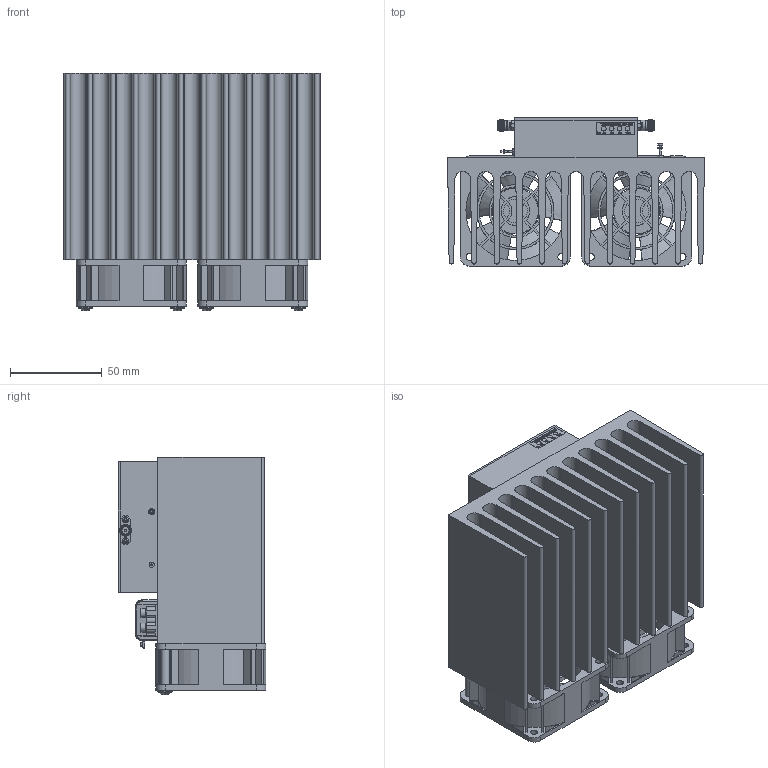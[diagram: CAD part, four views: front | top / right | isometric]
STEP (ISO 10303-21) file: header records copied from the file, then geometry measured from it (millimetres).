
FILE_DESCRIPTION (( 'STEP AP214' ), '1' );
FILE_NAME ('PE15A5054F_3D.STEP', '2022-03-29T22:16:31', ( '' ), ( '' ), 'SwSTEP 2.0', 'SolidWorks 2021', '' );
FILE_SCHEMA (( 'AUTOMOTIVE_DESIGN' ));
Length unit declared in the file: inch
Products named in the file (1): PE15A5054F_3D
Bounding box: 139.94 x 80.6 x 129.51 mm (x, y, z)
Volume: 474881.2 mm3; surface area: 228390.3 mm2
Topology: 32 solids, 32 shells, 2983 faces, 7901 edges, 5192 vertices
Faces by surface type: plane 1763, bspline 588, cylinder 488, cone 120, torus 20, sphere 4
Full cylindrical faces by diameter (mm): 0.508 x1, 0.762 x2, 1.016 x8, 1.27 x8, 1.321 x2, 1.854 x4, 2.032 x1, 2.083 x2, 2.362 x2, 2.54 x10, 2.769 x4, 2.781 x1, 2.92 x1, 3.393 x4, 3.429 x4, 3.81 x16, 4.191 x4, 4.521 x2, 4.826 x4, 4.877 x4, 5.08 x2, 5.334 x8, 5.842 x2, 7.661 x4, 8.333 x2, 12.5 x2, 25 x2, 58 x2
Entity records: 153546 total; most frequent: CARTESIAN_POINT 70024, ORIENTED_EDGE 15270, DIRECTION 11314, EDGE_CURVE 7635, VERTEX_POINT 5122, VECTOR 4562, LINE 4562, EDGE_LOOP 3607
